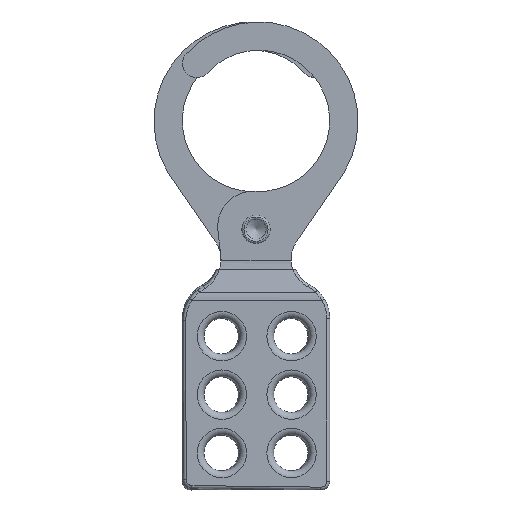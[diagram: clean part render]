
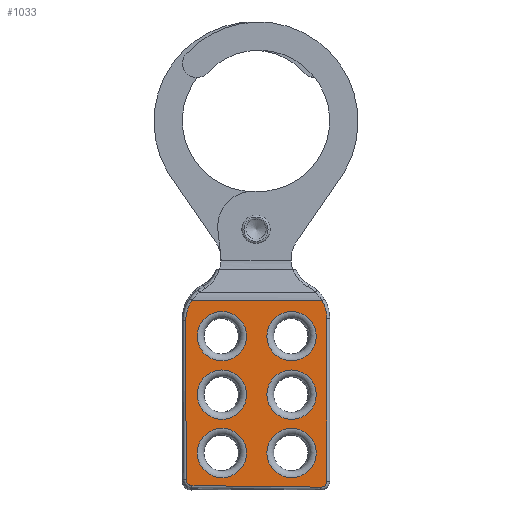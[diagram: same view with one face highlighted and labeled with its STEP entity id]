
A CAD part, top view. The second image highlights one B-rep face of the part: STEP entity #1033.
In plain terms, the highlighted planar face has unit normal (0, 0, 1).
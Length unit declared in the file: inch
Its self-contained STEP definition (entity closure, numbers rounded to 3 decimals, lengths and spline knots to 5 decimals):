
#432=LINE('',#2807,#487);
#433=LINE('',#2812,#488);
#434=LINE('',#2816,#489);
#435=LINE('',#2820,#490);
#487=VECTOR('',#2356,1.);
#488=VECTOR('',#2359,1.);
#489=VECTOR('',#2362,1.);
#490=VECTOR('',#2365,1.);
#1033=ADVANCED_FACE('',(#1136,#1137,#1138,#1139,#1140,#1141,#1142),#1097,
 .F.);
#1097=PLANE('',#2067);
#1136=FACE_BOUND('',#1198,.T.);
#1137=FACE_BOUND('',#1199,.T.);
#1138=FACE_BOUND('',#1200,.T.);
#1139=FACE_BOUND('',#1201,.T.);
#1140=FACE_BOUND('',#1202,.T.);
#1141=FACE_BOUND('',#1203,.T.);
#1142=FACE_BOUND('',#1204,.T.);
#1198=EDGE_LOOP('',(#1390));
#1199=EDGE_LOOP('',(#1391));
#1200=EDGE_LOOP('',(#1392));
#1201=EDGE_LOOP('',(#1393));
#1202=EDGE_LOOP('',(#1394));
#1203=EDGE_LOOP('',(#1395));
#1204=EDGE_LOOP('',(#1396,#1397,#1398,#1399,#1400,#1401,#1402,#1403));
#1390=ORIENTED_EDGE('',*,*,#1830,.T.);
#1391=ORIENTED_EDGE('',*,*,#1831,.T.);
#1392=ORIENTED_EDGE('',*,*,#1832,.T.);
#1393=ORIENTED_EDGE('',*,*,#1833,.T.);
#1394=ORIENTED_EDGE('',*,*,#1834,.T.);
#1395=ORIENTED_EDGE('',*,*,#1835,.T.);
#1396=ORIENTED_EDGE('',*,*,#1836,.T.);
#1397=ORIENTED_EDGE('',*,*,#1837,.T.);
#1398=ORIENTED_EDGE('',*,*,#1838,.T.);
#1399=ORIENTED_EDGE('',*,*,#1839,.T.);
#1400=ORIENTED_EDGE('',*,*,#1840,.T.);
#1401=ORIENTED_EDGE('',*,*,#1841,.T.);
#1402=ORIENTED_EDGE('',*,*,#1842,.T.);
#1403=ORIENTED_EDGE('',*,*,#1843,.T.);
#1704=VERTEX_POINT('',#2796);
#1705=VERTEX_POINT('',#2798);
#1706=VERTEX_POINT('',#2800);
#1707=VERTEX_POINT('',#2802);
#1708=VERTEX_POINT('',#2804);
#1709=VERTEX_POINT('',#2806);
#1710=VERTEX_POINT('',#2808);
#1711=VERTEX_POINT('',#2809);
#1712=VERTEX_POINT('',#2811);
#1713=VERTEX_POINT('',#2813);
#1714=VERTEX_POINT('',#2815);
#1715=VERTEX_POINT('',#2817);
#1716=VERTEX_POINT('',#2819);
#1717=VERTEX_POINT('',#2821);
#1830=EDGE_CURVE('',#1704,#1704,#1941,.T.);
#1831=EDGE_CURVE('',#1705,#1705,#1942,.T.);
#1832=EDGE_CURVE('',#1706,#1706,#1943,.T.);
#1833=EDGE_CURVE('',#1707,#1707,#1944,.T.);
#1834=EDGE_CURVE('',#1708,#1708,#1945,.T.);
#1835=EDGE_CURVE('',#1709,#1709,#1946,.T.);
#1836=EDGE_CURVE('',#1710,#1711,#432,.T.);
#1837=EDGE_CURVE('',#1711,#1712,#1947,.T.);
#1838=EDGE_CURVE('',#1712,#1713,#433,.T.);
#1839=EDGE_CURVE('',#1713,#1714,#1948,.T.);
#1840=EDGE_CURVE('',#1714,#1715,#434,.T.);
#1841=EDGE_CURVE('',#1715,#1716,#1949,.T.);
#1842=EDGE_CURVE('',#1716,#1717,#435,.T.);
#1843=EDGE_CURVE('',#1717,#1710,#1950,.T.);
#1941=CIRCLE('',#2057,0.262);
#1942=CIRCLE('',#2058,0.262);
#1943=CIRCLE('',#2059,0.262);
#1944=CIRCLE('',#2060,0.262);
#1945=CIRCLE('',#2061,0.262);
#1946=CIRCLE('',#2062,0.262);
#1947=CIRCLE('',#2063,0.375);
#1948=CIRCLE('',#2064,0.0625);
#1949=CIRCLE('',#2065,0.0625);
#1950=CIRCLE('',#2066,0.375);
#2057=AXIS2_PLACEMENT_3D('',#2795,#2344,#2345);
#2058=AXIS2_PLACEMENT_3D('',#2797,#2346,#2347);
#2059=AXIS2_PLACEMENT_3D('',#2799,#2348,#2349);
#2060=AXIS2_PLACEMENT_3D('',#2801,#2350,#2351);
#2061=AXIS2_PLACEMENT_3D('',#2803,#2352,#2353);
#2062=AXIS2_PLACEMENT_3D('',#2805,#2354,#2355);
#2063=AXIS2_PLACEMENT_3D('',#2810,#2357,#2358);
#2064=AXIS2_PLACEMENT_3D('',#2814,#2360,#2361);
#2065=AXIS2_PLACEMENT_3D('',#2818,#2363,#2364);
#2066=AXIS2_PLACEMENT_3D('',#2822,#2366,#2367);
#2067=AXIS2_PLACEMENT_3D('',#2823,#2368,#2369);
#2344=DIRECTION('',(0.,0.,-1.));
#2345=DIRECTION('',(-1.,0.,0.));
#2346=DIRECTION('',(0.,0.,-1.));
#2347=DIRECTION('',(-1.,0.,0.));
#2348=DIRECTION('',(0.,0.,-1.));
#2349=DIRECTION('',(-1.,0.,0.));
#2350=DIRECTION('',(0.,0.,-1.));
#2351=DIRECTION('',(-1.,0.,0.));
#2352=DIRECTION('',(0.,0.,-1.));
#2353=DIRECTION('',(-1.,0.,0.));
#2354=DIRECTION('',(0.,0.,-1.));
#2355=DIRECTION('',(-1.,0.,0.));
#2356=DIRECTION('',(-1.,0.,0.));
#2357=DIRECTION('',(0.,0.,1.));
#2358=DIRECTION('',(-1.,0.,0.));
#2359=DIRECTION('',(0.003,-1.,0.));
#2360=DIRECTION('',(0.,0.,1.));
#2361=DIRECTION('',(-1.,0.,0.));
#2362=DIRECTION('',(1.,-0.012,0.));
#2363=DIRECTION('',(0.,0.,1.));
#2364=DIRECTION('',(-1.,0.,0.));
#2365=DIRECTION('',(0.,1.,0.));
#2366=DIRECTION('',(0.,0.,1.));
#2367=DIRECTION('',(-1.,0.,0.));
#2368=DIRECTION('',(0.,0.,-1.));
#2369=DIRECTION('',(-1.,0.,0.));
#2795=CARTESIAN_POINT('',(3.04237,-3.03533,7.55955));
#2796=CARTESIAN_POINT('',(2.78037,-3.03533,7.55955));
#2797=CARTESIAN_POINT('',(2.30237,-3.03533,7.55955));
#2798=CARTESIAN_POINT('',(2.04037,-3.03533,7.55955));
#2799=CARTESIAN_POINT('',(2.30237,-3.65533,7.55955));
#2800=CARTESIAN_POINT('',(2.04037,-3.65533,7.55955));
#2801=CARTESIAN_POINT('',(3.04237,-3.65533,7.55955));
#2802=CARTESIAN_POINT('',(2.78037,-3.65533,7.55955));
#2803=CARTESIAN_POINT('',(3.04237,-4.27533,7.55955));
#2804=CARTESIAN_POINT('',(2.78037,-4.27533,7.55955));
#2805=CARTESIAN_POINT('',(2.30237,-4.27533,7.55955));
#2806=CARTESIAN_POINT('',(2.04037,-4.27533,7.55955));
#2807=CARTESIAN_POINT('',(3.86825,-2.65611,7.55955));
#2808=CARTESIAN_POINT('',(3.36451,-2.65611,7.55955));
#2809=CARTESIAN_POINT('',(1.98382,-2.65611,7.55955));
#2810=CARTESIAN_POINT('',(2.29325,-2.86796,7.55955));
#2811=CARTESIAN_POINT('',(1.91825,-2.86906,7.55955));
#2812=CARTESIAN_POINT('',(1.91752,-2.61953,7.55955));
#2813=CARTESIAN_POINT('',(1.9232,-4.55929,7.55955));
#2814=CARTESIAN_POINT('',(1.9857,-4.55911,7.55955));
#2815=CARTESIAN_POINT('',(1.98496,-4.6216,7.55955));
#2816=CARTESIAN_POINT('',(3.84423,-4.6436,7.55955));
#2817=CARTESIAN_POINT('',(3.35406,-4.6378,7.55955));
#2818=CARTESIAN_POINT('',(3.3548,-4.57531,7.55955));
#2819=CARTESIAN_POINT('',(3.4173,-4.57531,7.55955));
#2820=CARTESIAN_POINT('',(3.4173,-2.84795,7.55955));
#2821=CARTESIAN_POINT('',(3.4173,-2.84795,7.55955));
#2822=CARTESIAN_POINT('',(3.0423,-2.84795,7.55955));
#2823=CARTESIAN_POINT('',(3.86825,-2.61381,7.55955));
